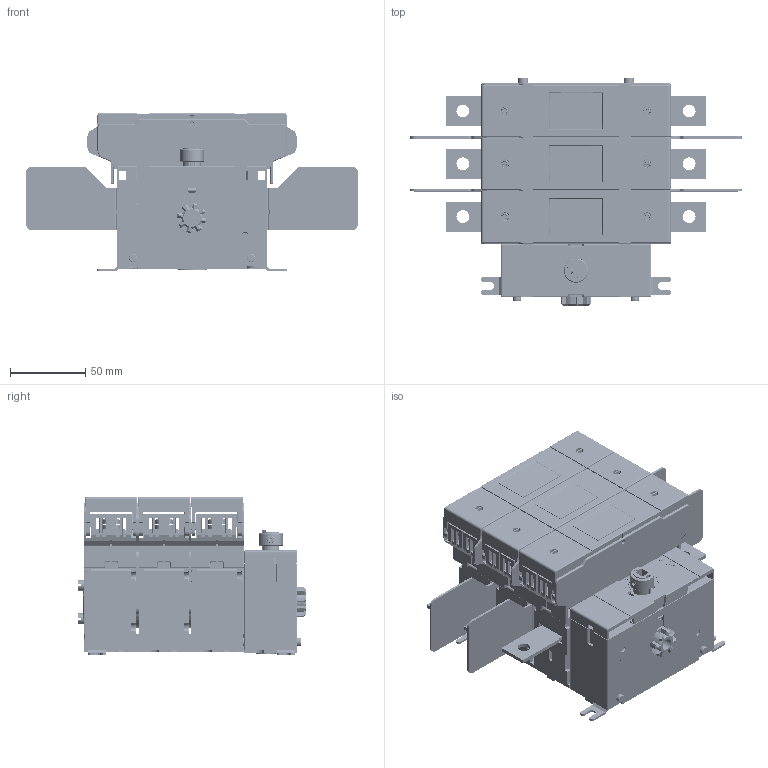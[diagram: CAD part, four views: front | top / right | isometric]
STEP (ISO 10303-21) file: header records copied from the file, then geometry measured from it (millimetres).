
FILE_DESCRIPTION((''),'2;1');
FILE_NAME('OS100GJ30-AL_SW0005','2022-08-04T14:03:44',('FIANLEH10'),(''),'CREO PARAMETRIC BY PTC INC, 2020184','CREO PARAMETRIC BY PTC INC, 2020184','');
FILE_SCHEMA(('AUTOMOTIVE_DESIGN { 1 0 10303 214 1 1 1 1 }'));
Products named in the file (1): OS100GJ30-AL_SW0005
Bounding box: 220 x 150.7 x 104.5 mm (x, y, z)
Volume: 937297.7 mm3; surface area: 293235.3 mm2
Topology: 8 solids, 27 shells, 14323 faces, 40450 edges, 26475 vertices
Faces by surface type: plane 9467, extrusion 2597, cylinder 1693, torus 198, bspline 192, cone 124, sphere 52
Entity records: 633690 total; most frequent: CARTESIAN_POINT 139948, ORIENTED_EDGE 80782, DIRECTION 62903, EDGE_CURVE 40391, VECTOR 33062, LINE 30465, VERTEX_POINT 26471, FILL_AREA_STYLE_COLOUR 19248
